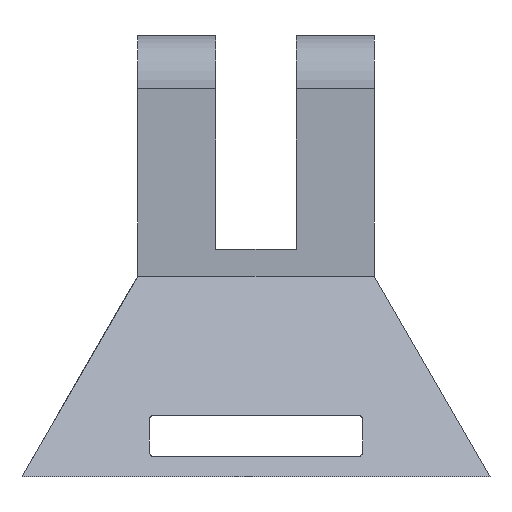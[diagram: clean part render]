
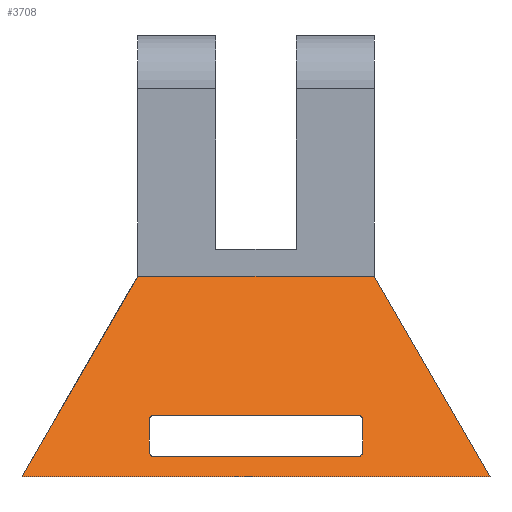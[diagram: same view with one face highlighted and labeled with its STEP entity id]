
A CAD part, front view. The second image highlights one B-rep face of the part: STEP entity #3708.
In plain terms, the highlighted planar face has unit normal (0, -0.866, 0.5).
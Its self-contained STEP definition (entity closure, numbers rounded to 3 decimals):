
#56 = CARTESIAN_POINT ( 'NONE',  ( 0., 0., 0. ) ) ;
#195 = VERTEX_POINT ( 'NONE', #5170 ) ;
#258 = VECTOR ( 'NONE', #1217, 1000. ) ;
#284 = EDGE_CURVE ( 'NONE', #1835, #195, #6789, .T. ) ;
#308 = CARTESIAN_POINT ( 'NONE',  ( 125.5, 4.301, 7.45 ) ) ;
#466 = ORIENTED_EDGE ( 'NONE', *, *, #6105, .T. ) ;
#553 = CARTESIAN_POINT ( 'NONE',  ( 126.672, 13.301, 23.038 ) ) ;
#571 = CARTESIAN_POINT ( 'NONE',  ( 0., 0., 0. ) ) ;
#594 = DIRECTION ( 'NONE',  ( -0.447, -0.447, -0.775 ) ) ;
#597 = DIRECTION ( 'NONE',  ( 1., 0., 0. ) ) ;
#616 = ORIENTED_EDGE ( 'NONE', *, *, #5358, .T. ) ;
#631 = EDGE_CURVE ( 'NONE', #1999, #3806, #4449, .T. ) ;
#854 = LINE ( 'NONE', #4089, #5667 ) ;
#882 = EDGE_CURVE ( 'NONE', #6296, #5876, #6542, .T. ) ;
#989 =( BOUNDED_CURVE ( )  B_SPLINE_CURVE ( 3, ( #1676, #6620, #4512, #4373 ),
 .UNSPECIFIED., .F., .F. ) 
 B_SPLINE_CURVE_WITH_KNOTS ( ( 4, 4 ),
 ( 1.571, 3.142 ),
 .UNSPECIFIED. ) 
 CURVE ( )  GEOMETRIC_REPRESENTATION_ITEM ( )  RATIONAL_B_SPLINE_CURVE ( ( 1., 0.805, 0.805, 1. ) ) 
 REPRESENTATION_ITEM ( '' )  );
#1154 = EDGE_CURVE ( 'NONE', #4846, #3471, #6515, .T. ) ;
#1166 = CARTESIAN_POINT ( 'NONE',  ( 125.5, 4.301, 7.45 ) ) ;
#1194 = CARTESIAN_POINT ( 'NONE',  ( 127.5, 12.823, 22.21 ) ) ;
#1217 = DIRECTION ( 'NONE',  ( 0.447, -0.447, -0.775 ) ) ;
#1227 = ORIENTED_EDGE ( 'NONE', *, *, #1384, .F. ) ;
#1384 = EDGE_CURVE ( 'NONE', #3559, #3471, #2961, .T. ) ;
#1408 = VECTOR ( 'NONE', #6269, 1000. ) ;
#1443 = VERTEX_POINT ( 'NONE', #2905 ) ;
#1504 = AXIS2_PLACEMENT_3D ( 'NONE', #6922, #2494, #4674 ) ;
#1514 = PLANE ( 'NONE',  #1504 ) ;
#1536 =( BOUNDED_CURVE ( )  B_SPLINE_CURVE ( 3, ( #6083, #553, #1194, #3835 ),
 .UNSPECIFIED., .F., .F. ) 
 B_SPLINE_CURVE_WITH_KNOTS ( ( 4, 4 ),
 ( 3.142, 4.712 ),
 .UNSPECIFIED. ) 
 CURVE ( )  GEOMETRIC_REPRESENTATION_ITEM ( )  RATIONAL_B_SPLINE_CURVE ( ( 1., 0.805, 0.805, 1. ) ) 
 REPRESENTATION_ITEM ( '' )  );
#1636 = DIRECTION ( 'NONE',  ( 0., 0.5, 0.866 ) ) ;
#1676 = CARTESIAN_POINT ( 'NONE',  ( 47.5, 12.147, 21.038 ) ) ;
#1744 = VECTOR ( 'NONE', #597, 1000. ) ;
#1751 = CARTESIAN_POINT ( 'NONE',  ( 175., 0., 0. ) ) ;
#1752 = CARTESIAN_POINT ( 'NONE',  ( 49.5, 4.301, 7.45 ) ) ;
#1835 = VERTEX_POINT ( 'NONE', #3236 ) ;
#1879 = CARTESIAN_POINT ( 'NONE',  ( 49.5, 4.301, 7.45 ) ) ;
#1999 = VERTEX_POINT ( 'NONE', #3335 ) ;
#2103 = EDGE_LOOP ( 'NONE', ( #4354, #466, #5479, #4643, #2930, #6972, #3279, #616 ) ) ;
#2297 = LINE ( 'NONE', #2691, #4555 ) ;
#2356 = EDGE_CURVE ( 'NONE', #6296, #3712, #2297, .T. ) ;
#2429 = EDGE_CURVE ( 'NONE', #1443, #4846, #5522, .T. ) ;
#2494 = DIRECTION ( 'NONE',  ( 0., -0.866, 0.5 ) ) ;
#2691 = CARTESIAN_POINT ( 'NONE',  ( 127.5, -11.034, -19.112 ) ) ;
#2831 = CARTESIAN_POINT ( 'NONE',  ( 0., 0., 0. ) ) ;
#2905 = CARTESIAN_POINT ( 'NONE',  ( 43.301, 43.301, 75. ) ) ;
#2930 = ORIENTED_EDGE ( 'NONE', *, *, #4151, .F. ) ;
#2961 = LINE ( 'NONE', #1751, #258 ) ;
#3104 = CARTESIAN_POINT ( 'NONE',  ( 127.5, 12.147, 21.038 ) ) ;
#3153 = EDGE_CURVE ( 'NONE', #1443, #3559, #854, .T. ) ;
#3160 = DIRECTION ( 'NONE',  ( 1., 0., 0. ) ) ;
#3180 = ORIENTED_EDGE ( 'NONE', *, *, #3153, .F. ) ;
#3224 = VECTOR ( 'NONE', #4514, 1000. ) ;
#3236 = CARTESIAN_POINT ( 'NONE',  ( 47.5, 12.147, 21.038 ) ) ;
#3279 = ORIENTED_EDGE ( 'NONE', *, *, #284, .F. ) ;
#3301 = VECTOR ( 'NONE', #594, 1000. ) ;
#3335 = CARTESIAN_POINT ( 'NONE',  ( 125.5, 13.301, 23.038 ) ) ;
#3471 = VERTEX_POINT ( 'NONE', #4287 ) ;
#3559 = VERTEX_POINT ( 'NONE', #6563 ) ;
#3646 = FACE_OUTER_BOUND ( 'NONE', #5468, .T. ) ;
#3708 = ADVANCED_FACE ( 'NONE', ( #5204, #3646 ), #1514, .T. ) ;
#3712 = VERTEX_POINT ( 'NONE', #3104 ) ;
#3806 = VERTEX_POINT ( 'NONE', #6392 ) ;
#3835 = CARTESIAN_POINT ( 'NONE',  ( 127.5, 12.147, 21.038 ) ) ;
#3886 = CARTESIAN_POINT ( 'NONE',  ( 127.5, 13.301, 23.038 ) ) ;
#3941 = VERTEX_POINT ( 'NONE', #1879 ) ;
#4021 = EDGE_CURVE ( 'NONE', #3941, #195, #4847, .T. ) ;
#4089 = CARTESIAN_POINT ( 'NONE',  ( 0., 43.301, 75. ) ) ;
#4151 = EDGE_CURVE ( 'NONE', #3941, #5876, #4868, .T. ) ;
#4161 = CARTESIAN_POINT ( 'NONE',  ( 47.5, 4.78, 8.278 ) ) ;
#4287 = CARTESIAN_POINT ( 'NONE',  ( 175., 0., 0. ) ) ;
#4354 = ORIENTED_EDGE ( 'NONE', *, *, #631, .F. ) ;
#4373 = CARTESIAN_POINT ( 'NONE',  ( 49.5, 13.301, 23.038 ) ) ;
#4449 = LINE ( 'NONE', #3886, #3224 ) ;
#4512 = CARTESIAN_POINT ( 'NONE',  ( 48.328, 13.301, 23.038 ) ) ;
#4514 = DIRECTION ( 'NONE',  ( -1., 0., 0. ) ) ;
#4555 = VECTOR ( 'NONE', #1636, 1000. ) ;
#4643 = ORIENTED_EDGE ( 'NONE', *, *, #882, .T. ) ;
#4657 = CARTESIAN_POINT ( 'NONE',  ( 47.5, 5.456, 9.45 ) ) ;
#4674 = DIRECTION ( 'NONE',  ( 0., -0.5, -0.866 ) ) ;
#4835 = CARTESIAN_POINT ( 'NONE',  ( 127.5, 4.301, 7.45 ) ) ;
#4846 = VERTEX_POINT ( 'NONE', #571 ) ;
#4847 =( BOUNDED_CURVE ( )  B_SPLINE_CURVE ( 3, ( #1752, #5717, #4161, #4657 ),
 .UNSPECIFIED., .F., .F. ) 
 B_SPLINE_CURVE_WITH_KNOTS ( ( 4, 4 ),
 ( 0., 1.571 ),
 .UNSPECIFIED. ) 
 CURVE ( )  GEOMETRIC_REPRESENTATION_ITEM ( )  RATIONAL_B_SPLINE_CURVE ( ( 1., 0.805, 0.805, 1. ) ) 
 REPRESENTATION_ITEM ( '' )  );
#4868 = LINE ( 'NONE', #4835, #5236 ) ;
#4933 = CARTESIAN_POINT ( 'NONE',  ( 126.672, 4.301, 7.45 ) ) ;
#5104 = ORIENTED_EDGE ( 'NONE', *, *, #1154, .T. ) ;
#5170 = CARTESIAN_POINT ( 'NONE',  ( 47.5, 5.456, 9.45 ) ) ;
#5204 = FACE_BOUND ( 'NONE', #2103, .T. ) ;
#5236 = VECTOR ( 'NONE', #3160, 1000. ) ;
#5264 = ORIENTED_EDGE ( 'NONE', *, *, #2429, .T. ) ;
#5358 = EDGE_CURVE ( 'NONE', #1835, #3806, #989, .T. ) ;
#5468 = EDGE_LOOP ( 'NONE', ( #5104, #1227, #3180, #5264 ) ) ;
#5479 = ORIENTED_EDGE ( 'NONE', *, *, #2356, .F. ) ;
#5522 = LINE ( 'NONE', #2831, #3301 ) ;
#5667 = VECTOR ( 'NONE', #6760, 1000. ) ;
#5709 = CARTESIAN_POINT ( 'NONE',  ( 47.5, -11.034, -19.112 ) ) ;
#5717 = CARTESIAN_POINT ( 'NONE',  ( 48.328, 4.301, 7.45 ) ) ;
#5764 = CARTESIAN_POINT ( 'NONE',  ( 127.5, 5.456, 9.45 ) ) ;
#5876 = VERTEX_POINT ( 'NONE', #308 ) ;
#5958 = CARTESIAN_POINT ( 'NONE',  ( 127.5, 5.456, 9.45 ) ) ;
#6083 = CARTESIAN_POINT ( 'NONE',  ( 125.5, 13.301, 23.038 ) ) ;
#6105 = EDGE_CURVE ( 'NONE', #1999, #3712, #1536, .T. ) ;
#6269 = DIRECTION ( 'NONE',  ( 0., -0.5, -0.866 ) ) ;
#6296 = VERTEX_POINT ( 'NONE', #5764 ) ;
#6392 = CARTESIAN_POINT ( 'NONE',  ( 49.5, 13.301, 23.038 ) ) ;
#6442 = CARTESIAN_POINT ( 'NONE',  ( 127.5, 4.78, 8.278 ) ) ;
#6515 = LINE ( 'NONE', #56, #1744 ) ;
#6542 =( BOUNDED_CURVE ( )  B_SPLINE_CURVE ( 3, ( #5958, #6442, #4933, #1166 ),
 .UNSPECIFIED., .F., .F. ) 
 B_SPLINE_CURVE_WITH_KNOTS ( ( 4, 4 ),
 ( 4.712, 6.283 ),
 .UNSPECIFIED. ) 
 CURVE ( )  GEOMETRIC_REPRESENTATION_ITEM ( )  RATIONAL_B_SPLINE_CURVE ( ( 1., 0.805, 0.805, 1. ) ) 
 REPRESENTATION_ITEM ( '' )  );
#6563 = CARTESIAN_POINT ( 'NONE',  ( 131.699, 43.301, 75. ) ) ;
#6620 = CARTESIAN_POINT ( 'NONE',  ( 47.5, 12.823, 22.21 ) ) ;
#6760 = DIRECTION ( 'NONE',  ( 1., 0., 0. ) ) ;
#6789 = LINE ( 'NONE', #5709, #1408 ) ;
#6922 = CARTESIAN_POINT ( 'NONE',  ( 0., 0., 0. ) ) ;
#6972 = ORIENTED_EDGE ( 'NONE', *, *, #4021, .T. ) ;
